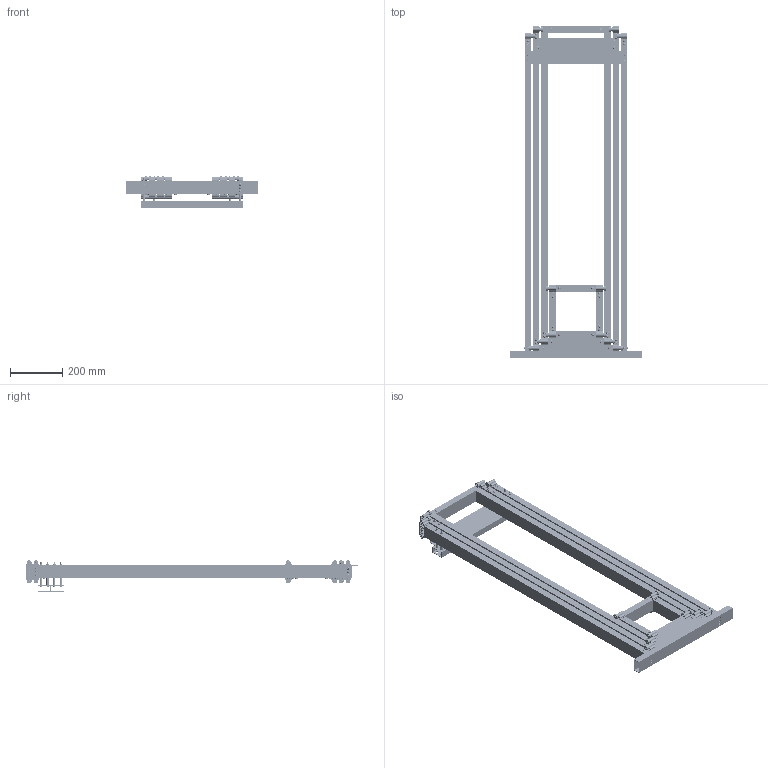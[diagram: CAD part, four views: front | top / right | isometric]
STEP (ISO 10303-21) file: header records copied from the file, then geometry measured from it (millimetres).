
FILE_DESCRIPTION (( 'STEP AP214' ), '1' );
FILE_NAME ('WCP-EX-0014.step', '2022-01-24T17:53:44', ( '' ), ( '' ), 'SwSTEP 2.0', 'SolidWorks 2020', '' );
FILE_SCHEMA (( 'AUTOMOTIVE_DESIGN' ));
Length unit declared in the file: inch
Products named in the file (37): WCP-0199 - Elevator Block_0.75" Bearing; 10-32 BHCS - No Thread_0.750; WCP-0199-003 Rev2_0.750 Bearing; WCP-0212_0_250_radial_bearing; WCP-EX-0014-008; WCP-EX-0014-004; WCP-EX-0014-010; WCP-0199-001 Rev2; WCP-0199-004 Rev2; WCP-0326 Rev1; WCP-EX-0014-005; WCP-0379 Rev1; WCP-EX-0014-006; WCP-EX-0014-009; WCP-0204 Rev1; WCP-EX-0014-002; WCP-EX-0014-003; 10-32 BHCS - No Thread_0.250; WCP-EX-0014-001; 10-32 SHCS - No Thread_3.500; WCP-EX-0014-007; WCP-0474 Rev1; WCP-0374 Rev1; WCP-0199-007 Rev2_0.750 Bearing; WCP-0039 Rev1; WCP-EX-0014
Assembly tree (385 placements, depth 3):
  WCP-EX-0014
    WCP-EX-0014-001
    WCP-EX-0014-002  x2
    WCP-0199 - Elevator Block_0.75" Bearing
      WCP-0199-001 Rev2
      WCP-0199-004 Rev2
      WCP-0199-003 Rev2_0.750 Bearing  x2
      WCP-0199-007 Rev2_0.750 Bearing  x2
      WCP-0474 Rev1  x2
      WCP-0212_0_250_radial_bearing  x4
      WCP-0039 Rev1  x4
    WCP-EX-0014-003  x2
    WCP-EX-0014-004
    WCP-EX-0014-005  x2
    WCP-EX-0014-006  x2
    WCP-EX-0014-008  x2
    WCP-EX-0014-007  x2
    10-32 BHCS - No Thread_0.250  x96
    WCP-0199 - Elevator Block_0.75" Bearing
      WCP-0199-001 Rev2
      WCP-0199-004 Rev2
      WCP-0199-003 Rev2_0.750 Bearing  x2
      WCP-0199-007 Rev2_0.750 Bearing  x2
      WCP-0474 Rev1  x2
      WCP-0212_0_250_radial_bearing  x4
      WCP-0039 Rev1  x4
    WCP-0199 - Elevator Block_0.75" Bearing
      WCP-0199-001 Rev2
      WCP-0199-004 Rev2
      WCP-0199-003 Rev2_0.750 Bearing  x2
      WCP-0199-007 Rev2_0.750 Bearing  x2
      WCP-0474 Rev1  x2
      WCP-0212_0_250_radial_bearing  x4
      WCP-0039 Rev1  x4
    WCP-0374 Rev1  x12
    WCP-0379 Rev1  x12
    10-32 BHCS - No Thread_0.750  x21
    WCP-0199 - Elevator Block_0.75" Bearing
      WCP-0199-001 Rev2
      WCP-0199-004 Rev2
      WCP-0199-003 Rev2_0.750 Bearing  x2
      WCP-0199-007 Rev2_0.750 Bearing  x2
      WCP-0474 Rev1  x2
      WCP-0212_0_250_radial_bearing  x4
      WCP-0039 Rev1  x4
    WCP-0199 - Elevator Block_0.75" Bearing
      WCP-0199-001 Rev2
      WCP-0199-004 Rev2
      WCP-0199-003 Rev2_0.750 Bearing  x2
      WCP-0199-007 Rev2_0.750 Bearing  x2
      WCP-0474 Rev1  x2
      WCP-0212_0_250_radial_bearing  x4
      WCP-0039 Rev1  x4
    WCP-0199 - Elevator Block_0.75" Bearing
      WCP-0199-001 Rev2
      WCP-0199-004 Rev2
      WCP-0199-003 Rev2_0.750 Bearing  x2
      WCP-0199-007 Rev2_0.750 Bearing  x2
      WCP-0474 Rev1  x2
      WCP-0212_0_250_radial_bearing  x4
Bounding box: 508 x 1270 x 120.65 mm (x, y, z)
Volume: 2973807.2 mm3; surface area: 3434879.7 mm2
Topology: 373 solids, 373 shells, 12221 faces, 28549 edges, 17691 vertices
Faces by surface type: cylinder 5196, plane 4086, cone 2271, torus 548, bspline 120
Entity records: 35690 total; most frequent: CARTESIAN_POINT 8030, DIRECTION 5847, ORIENTED_EDGE 4630, AXIS2_PLACEMENT_3D 2346, EDGE_CURVE 2315, VERTEX_POINT 1492, EDGE_LOOP 1201, VECTOR 1155
